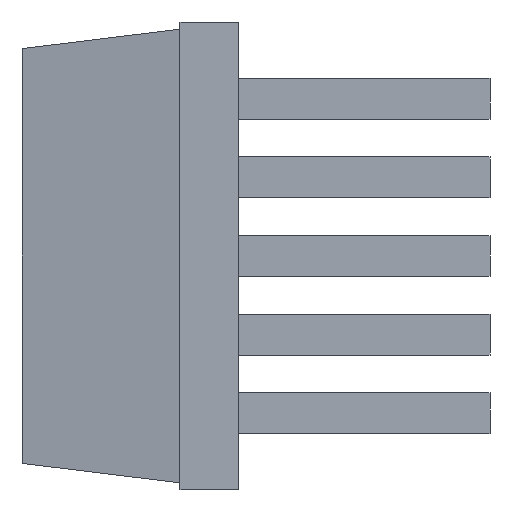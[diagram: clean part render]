
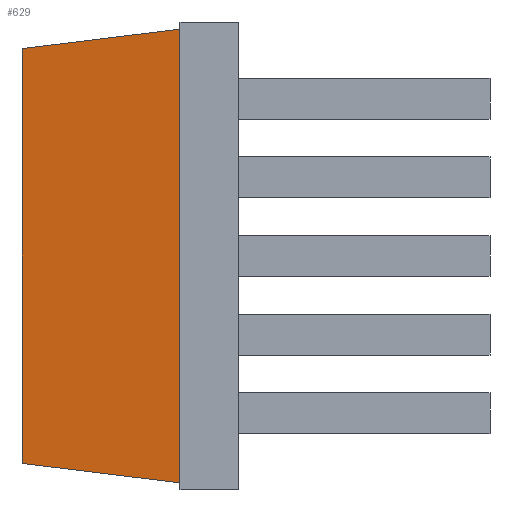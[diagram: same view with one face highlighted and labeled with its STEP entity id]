
A CAD part, left-side view. The second image highlights one B-rep face of the part: STEP entity #629.
In plain terms, the highlighted face is planar.
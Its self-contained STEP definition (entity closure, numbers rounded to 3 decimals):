
#18 = LINE ( 'NONE', #839, #1818 ) ;
#51 = DIRECTION ( 'NONE',  ( 0., 0., 1. ) ) ;
#163 = DIRECTION ( 'NONE',  ( -0.121, 0.985, 0.121 ) ) ;
#173 = ORIENTED_EDGE ( 'NONE', *, *, #1626, .F. ) ;
#254 = LINE ( 'NONE', #1065, #1337 ) ;
#337 = ORIENTED_EDGE ( 'NONE', *, *, #1301, .T. ) ;
#401 = LINE ( 'NONE', #1207, #665 ) ;
#457 = VECTOR ( 'NONE', #163, 1000. ) ;
#458 = DIRECTION ( 'NONE',  ( -0.122, 0.993, 0. ) ) ;
#533 = CARTESIAN_POINT ( 'NONE',  ( 4.383, 1.27, -4.924 ) ) ;
#535 = VERTEX_POINT ( 'NONE', #1101 ) ;
#629 = ADVANCED_FACE ( 'NONE', ( #1467 ), #2079, .F. ) ;
#665 = VECTOR ( 'NONE', #1632, 1000. ) ;
#671 = CARTESIAN_POINT ( 'NONE',  ( 4.383, 1.27, -5.08 ) ) ;
#719 = EDGE_LOOP ( 'NONE', ( #2117, #1136, #173, #337 ) ) ;
#839 = CARTESIAN_POINT ( 'NONE',  ( 4.236, 2.462, 4.778 ) ) ;
#1065 = CARTESIAN_POINT ( 'NONE',  ( 4.383, 1.27, -5.08 ) ) ;
#1101 = CARTESIAN_POINT ( 'NONE',  ( 3.961, 4.7, -4.503 ) ) ;
#1136 = ORIENTED_EDGE ( 'NONE', *, *, #1660, .T. ) ;
#1187 = CARTESIAN_POINT ( 'NONE',  ( 4.385, 1.251, -4.926 ) ) ;
#1207 = CARTESIAN_POINT ( 'NONE',  ( 3.961, 4.7, -5.08 ) ) ;
#1215 = AXIS2_PLACEMENT_3D ( 'NONE', #671, #2278, #458 ) ;
#1251 = EDGE_CURVE ( 'NONE', #535, #1476, #401, .T. ) ;
#1301 = EDGE_CURVE ( 'NONE', #2176, #535, #1839, .T. ) ;
#1337 = VECTOR ( 'NONE', #51, 1000. ) ;
#1389 = VERTEX_POINT ( 'NONE', #1439 ) ;
#1439 = CARTESIAN_POINT ( 'NONE',  ( 4.383, 1.27, 4.924 ) ) ;
#1467 = FACE_OUTER_BOUND ( 'NONE', #719, .T. ) ;
#1476 = VERTEX_POINT ( 'NONE', #1707 ) ;
#1626 = EDGE_CURVE ( 'NONE', #2176, #1389, #254, .T. ) ;
#1632 = DIRECTION ( 'NONE',  ( 0., 0., 1. ) ) ;
#1660 = EDGE_CURVE ( 'NONE', #1476, #1389, #18, .T. ) ;
#1707 = CARTESIAN_POINT ( 'NONE',  ( 3.961, 4.7, 4.503 ) ) ;
#1818 = VECTOR ( 'NONE', #2565, 1000. ) ;
#1839 = LINE ( 'NONE', #1187, #457 ) ;
#2079 = PLANE ( 'NONE',  #1215 ) ;
#2117 = ORIENTED_EDGE ( 'NONE', *, *, #1251, .T. ) ;
#2176 = VERTEX_POINT ( 'NONE', #533 ) ;
#2278 = DIRECTION ( 'NONE',  ( -0.993, -0.122, 0. ) ) ;
#2565 = DIRECTION ( 'NONE',  ( 0.121, -0.985, 0.121 ) ) ;
